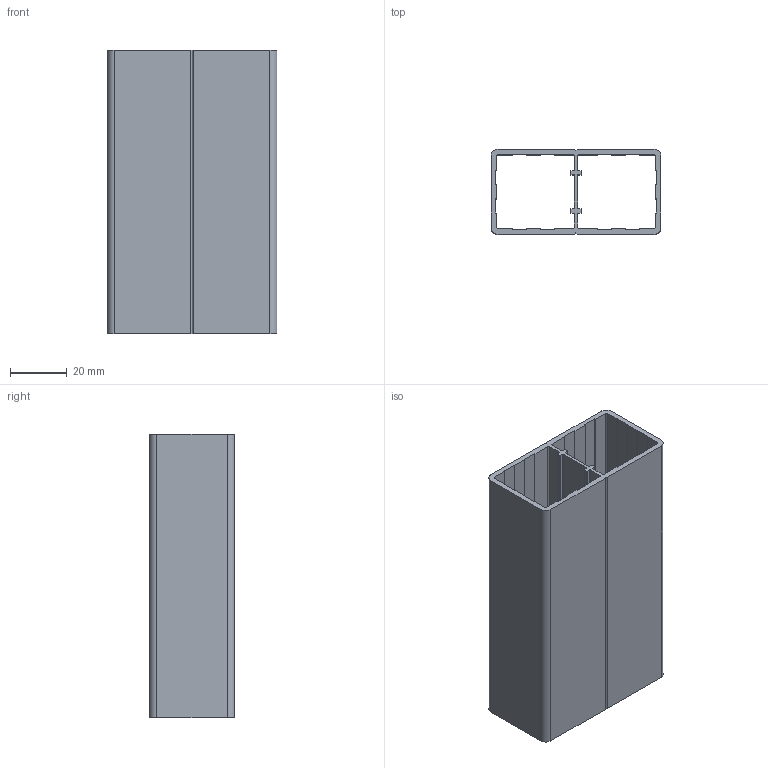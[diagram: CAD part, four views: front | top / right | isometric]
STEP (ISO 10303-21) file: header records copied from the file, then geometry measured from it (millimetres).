
FILE_DESCRIPTION(('STEP AP203'),'2;1');
FILE_NAME('XB25160.stp','2011-03-21T16:27:40',(''),(''),'2009.3.110','THINKDESIGN','');
FILE_SCHEMA(('CONFIG_CONTROL_DESIGN'));
Length unit declared in the file: millimetre
Bounding box: 60 x 30 x 100 mm (x, y, z)
Volume: 36016.4 mm3; surface area: 41264.9 mm2
Topology: 1 solids, 1 shells, 112 faces, 330 edges, 220 vertices
Faces by surface type: plane 84, cylinder 28
Entity records: 3811 total; most frequent: CARTESIAN_POINT 662, ORIENTED_EDGE 660, DIRECTION 610, EDGE_CURVE 330, VECTOR 274, LINE 274, VERTEX_POINT 220, AXIS2_PLACEMENT_3D 168
